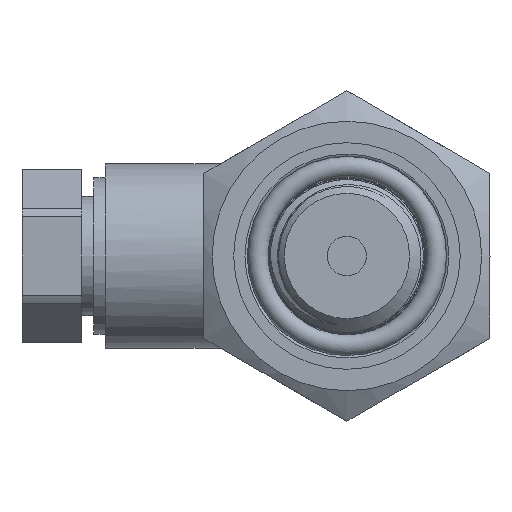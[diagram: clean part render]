
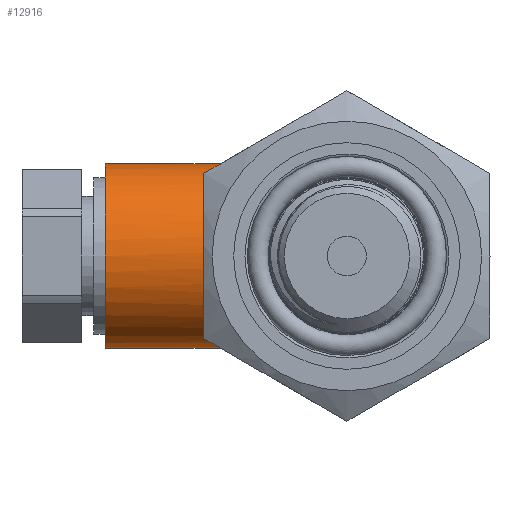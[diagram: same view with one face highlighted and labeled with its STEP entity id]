
A CAD part, left-side view. The second image highlights one B-rep face of the part: STEP entity #12916.
In plain terms, the highlighted cylindrical face has radius 7.75 mm (diameter 15.5 mm), a full revolution.
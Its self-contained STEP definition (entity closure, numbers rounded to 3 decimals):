
#93=ELLIPSE('',#13545,7.752,7.75);
#828=CYLINDRICAL_SURFACE('',#13542,7.75);
#1484=FACE_OUTER_BOUND('',#2230,.T.);
#2230=EDGE_LOOP('',(#11911,#11912,#11913,#11914,#11915,#11916,#11917,#11918,
#11919,#11920,#11921,#11922,#11923));
#2486=CIRCLE('',#13543,7.75);
#2487=CIRCLE('',#13544,7.75);
#2488=CIRCLE('',#13546,7.75);
#2489=CIRCLE('',#13547,7.75);
#2490=CIRCLE('',#13548,7.75);
#3242=B_SPLINE_CURVE_WITH_KNOTS('',3,(#57809,#57810,#57811,#57812,#57813,
#57814),.UNSPECIFIED.,.F.,.F.,(4,2,4),(0.,0.197,0.394),
 .UNSPECIFIED.);
#3248=B_SPLINE_CURVE_WITH_KNOTS('',3,(#60846,#60847,#60848,#60849,#60850,
#60851),.UNSPECIFIED.,.F.,.F.,(4,2,4),(-0.394,-0.197,
0.),.UNSPECIFIED.);
#3249=B_SPLINE_CURVE_WITH_KNOTS('',3,(#60853,#60854,#60855,#60856,#60857,
#60858),.UNSPECIFIED.,.F.,.F.,(4,2,4),(-1.208,-1.012,
-0.815),.UNSPECIFIED.);
#3250=B_SPLINE_CURVE_WITH_KNOTS('',3,(#60862,#60863,#60864,#60865,#60866,
#60867,#60868,#60869,#60870,#60871),.UNSPECIFIED.,.F.,.F.,(4,2,2,2,4),(-1.982,
-1.821,-1.654,-1.486,-1.325),
 .UNSPECIFIED.);
#3251=B_SPLINE_CURVE_WITH_KNOTS('',3,(#60874,#60875,#60876,#60877,#60878,
#60879),.UNSPECIFIED.,.F.,.F.,(4,2,4),(-0.394,-0.197,
0.),.UNSPECIFIED.);
#4103=LINE('',#60838,#5046);
#5046=VECTOR('',#15551,7.75);
#6356=VERTEX_POINT('',#57806);
#6357=VERTEX_POINT('',#57808);
#6360=VERTEX_POINT('',#60836);
#6361=VERTEX_POINT('',#60839);
#6362=VERTEX_POINT('',#60841);
#6363=VERTEX_POINT('',#60843);
#6364=VERTEX_POINT('',#60845);
#6365=VERTEX_POINT('',#60852);
#6366=VERTEX_POINT('',#60859);
#6367=VERTEX_POINT('',#60861);
#6368=VERTEX_POINT('',#60872);
#8235=EDGE_CURVE('',#6357,#6356,#3242,.T.);
#8244=EDGE_CURVE('',#6360,#6360,#2486,.T.);
#8245=EDGE_CURVE('',#6360,#6357,#4103,.T.);
#8246=EDGE_CURVE('',#6356,#6361,#2487,.F.);
#8247=EDGE_CURVE('',#6361,#6362,#93,.F.);
#8248=EDGE_CURVE('',#6362,#6363,#2488,.F.);
#8249=EDGE_CURVE('',#6363,#6364,#3248,.T.);
#8250=EDGE_CURVE('',#6364,#6365,#3249,.T.);
#8251=EDGE_CURVE('',#6365,#6366,#2489,.F.);
#8252=EDGE_CURVE('',#6366,#6367,#3250,.T.);
#8253=EDGE_CURVE('',#6367,#6368,#2490,.F.);
#8254=EDGE_CURVE('',#6368,#6357,#3251,.T.);
#11911=ORIENTED_EDGE('',*,*,#8244,.T.);
#11912=ORIENTED_EDGE('',*,*,#8245,.T.);
#11913=ORIENTED_EDGE('',*,*,#8235,.T.);
#11914=ORIENTED_EDGE('',*,*,#8246,.T.);
#11915=ORIENTED_EDGE('',*,*,#8247,.T.);
#11916=ORIENTED_EDGE('',*,*,#8248,.T.);
#11917=ORIENTED_EDGE('',*,*,#8249,.T.);
#11918=ORIENTED_EDGE('',*,*,#8250,.T.);
#11919=ORIENTED_EDGE('',*,*,#8251,.T.);
#11920=ORIENTED_EDGE('',*,*,#8252,.T.);
#11921=ORIENTED_EDGE('',*,*,#8253,.T.);
#11922=ORIENTED_EDGE('',*,*,#8254,.T.);
#11923=ORIENTED_EDGE('',*,*,#8245,.F.);
#12916=ADVANCED_FACE('',(#1484),#828,.T.);
#13542=AXIS2_PLACEMENT_3D('',#60835,#15547,#15548);
#13543=AXIS2_PLACEMENT_3D('',#60837,#15549,#15550);
#13544=AXIS2_PLACEMENT_3D('',#60840,#15552,#15553);
#13545=AXIS2_PLACEMENT_3D('',#60842,#15554,#15555);
#13546=AXIS2_PLACEMENT_3D('',#60844,#15556,#15557);
#13547=AXIS2_PLACEMENT_3D('',#60860,#15558,#15559);
#13548=AXIS2_PLACEMENT_3D('',#60873,#15560,#15561);
#15547=DIRECTION('center_axis',(0.,1.,0.));
#15548=DIRECTION('ref_axis',(0.,0.,-1.));
#15549=DIRECTION('center_axis',(0.,-1.,0.));
#15550=DIRECTION('ref_axis',(0.,0.,-1.));
#15551=DIRECTION('',(0.,-1.,0.));
#15552=DIRECTION('center_axis',(0.,-1.,0.));
#15553=DIRECTION('ref_axis',(0.,0.,-1.));
#15554=DIRECTION('center_axis',(-0.021,-1.,
0.));
#15555=DIRECTION('ref_axis',(1.,-0.021,0.));
#15556=DIRECTION('center_axis',(0.,-1.,0.));
#15557=DIRECTION('ref_axis',(0.,0.,-1.));
#15558=DIRECTION('center_axis',(0.,-1.,0.));
#15559=DIRECTION('ref_axis',(0.,0.,-1.));
#15560=DIRECTION('center_axis',(0.,-1.,0.));
#15561=DIRECTION('ref_axis',(0.,0.,-1.));
#57806=CARTESIAN_POINT('',(3.808,7.75,6.75));
#57808=CARTESIAN_POINT('',(0.,6.75,7.75));
#57809=CARTESIAN_POINT('Ctrl Pts',(0.,6.75,7.75));
#57810=CARTESIAN_POINT('Ctrl Pts',(0.618,6.972,7.75));
#57811=CARTESIAN_POINT('Ctrl Pts',(1.289,7.215,7.672));
#57812=CARTESIAN_POINT('Ctrl Pts',(2.598,7.602,7.333));
#57813=CARTESIAN_POINT('Ctrl Pts',(3.236,7.75,7.072));
#57814=CARTESIAN_POINT('Ctrl Pts',(3.808,7.75,6.75));
#60835=CARTESIAN_POINT('Origin',(0.,3.5,0.));
#60836=CARTESIAN_POINT('',(0.,20.25,7.75));
#60837=CARTESIAN_POINT('Origin',(0.,20.25,0.));
#60838=CARTESIAN_POINT('',(0.,3.5,7.75));
#60839=CARTESIAN_POINT('',(6.5,7.75,4.22));
#60840=CARTESIAN_POINT('Origin',(0.,7.75,0.));
#60841=CARTESIAN_POINT('',(6.5,7.75,-4.22));
#60842=CARTESIAN_POINT('Origin',(0.,7.885,0.));
#60843=CARTESIAN_POINT('',(3.808,7.75,-6.75));
#60844=CARTESIAN_POINT('Origin',(0.,7.75,0.));
#60845=CARTESIAN_POINT('',(0.,6.75,-7.75));
#60846=CARTESIAN_POINT('Ctrl Pts',(3.808,7.75,-6.75));
#60847=CARTESIAN_POINT('Ctrl Pts',(3.236,7.75,-7.072));
#60848=CARTESIAN_POINT('Ctrl Pts',(2.598,7.602,-7.333));
#60849=CARTESIAN_POINT('Ctrl Pts',(1.289,7.215,-7.672));
#60850=CARTESIAN_POINT('Ctrl Pts',(0.618,6.972,-7.75));
#60851=CARTESIAN_POINT('Ctrl Pts',(0.,6.75,-7.75));
#60852=CARTESIAN_POINT('',(-3.808,7.75,-6.75));
#60853=CARTESIAN_POINT('Ctrl Pts',(0.,6.75,-7.75));
#60854=CARTESIAN_POINT('Ctrl Pts',(-0.618,6.972,-7.75));
#60855=CARTESIAN_POINT('Ctrl Pts',(-1.289,7.215,-7.672));
#60856=CARTESIAN_POINT('Ctrl Pts',(-2.598,7.602,-7.333));
#60857=CARTESIAN_POINT('Ctrl Pts',(-3.236,7.75,-7.072));
#60858=CARTESIAN_POINT('Ctrl Pts',(-3.808,7.75,-6.75));
#60859=CARTESIAN_POINT('',(-7.,7.75,-3.326));
#60860=CARTESIAN_POINT('Origin',(0.,7.75,0.));
#60861=CARTESIAN_POINT('',(-7.,7.75,3.326));
#60862=CARTESIAN_POINT('Ctrl Pts',(-7.,7.75,-3.326));
#60863=CARTESIAN_POINT('Ctrl Pts',(-7.232,7.75,-2.839));
#60864=CARTESIAN_POINT('Ctrl Pts',(-7.424,7.668,-2.295));
#60865=CARTESIAN_POINT('Ctrl Pts',(-7.686,7.495,-1.157));
#60866=CARTESIAN_POINT('Ctrl Pts',(-7.75,7.411,-0.559));
#60867=CARTESIAN_POINT('Ctrl Pts',(-7.75,7.411,0.559));
#60868=CARTESIAN_POINT('Ctrl Pts',(-7.686,7.495,1.157));
#60869=CARTESIAN_POINT('Ctrl Pts',(-7.424,7.668,2.295));
#60870=CARTESIAN_POINT('Ctrl Pts',(-7.232,7.75,2.839));
#60871=CARTESIAN_POINT('Ctrl Pts',(-7.,7.75,3.326));
#60872=CARTESIAN_POINT('',(-3.808,7.75,6.75));
#60873=CARTESIAN_POINT('Origin',(0.,7.75,0.));
#60874=CARTESIAN_POINT('Ctrl Pts',(-3.808,7.75,6.75));
#60875=CARTESIAN_POINT('Ctrl Pts',(-3.236,7.75,7.072));
#60876=CARTESIAN_POINT('Ctrl Pts',(-2.598,7.602,7.333));
#60877=CARTESIAN_POINT('Ctrl Pts',(-1.289,7.215,7.672));
#60878=CARTESIAN_POINT('Ctrl Pts',(-0.618,6.972,7.75));
#60879=CARTESIAN_POINT('Ctrl Pts',(0.,6.75,7.75));
